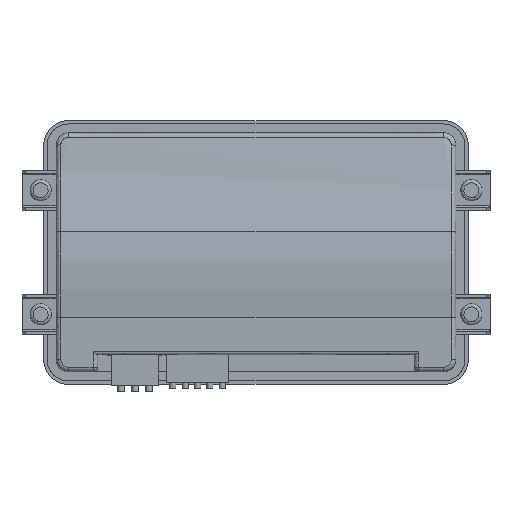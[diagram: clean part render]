
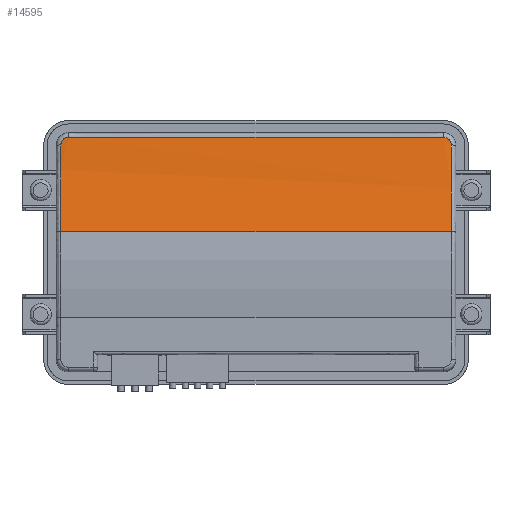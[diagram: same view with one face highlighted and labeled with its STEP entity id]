
A CAD part, top view. The second image highlights one B-rep face of the part: STEP entity #14595.
In plain terms, the highlighted free-form (B-spline) face has degree [5, 1] with [13, 2] control points.
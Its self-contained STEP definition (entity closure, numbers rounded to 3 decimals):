
#14595 = ADVANCED_FACE('',(#14596),#14654,.F.);
#14596 = FACE_BOUND('',#14597,.F.);
#14597 = EDGE_LOOP('',(#14598,#14610,#14619,#14629,#14639,#14646));
#14598 = ORIENTED_EDGE('',*,*,#14599,.T.);
#14599 = EDGE_CURVE('',#14600,#14602,#14604,.T.);
#14600 = VERTEX_POINT('',#14601);
#14601 = CARTESIAN_POINT('',(-91.918,339.398,
    35.269));
#14602 = VERTEX_POINT('',#14603);
#14603 = CARTESIAN_POINT('',(-88.265,342.96,
    35.1));
#14604 = B_SPLINE_CURVE_WITH_KNOTS('',3,(#14605,#14606,#14607,#14608,
    #14609),.UNSPECIFIED.,.F.,.F.,(4,1,4),(0.,0.168,
    0.393),.UNSPECIFIED.);
#14605 = CARTESIAN_POINT('',(-91.918,339.398,
    35.269));
#14606 = CARTESIAN_POINT('',(-91.918,340.196,
    35.214));
#14607 = CARTESIAN_POINT('',(-91.251,342.064,
    35.118));
#14608 = CARTESIAN_POINT('',(-89.358,342.96,
    35.1));
#14609 = CARTESIAN_POINT('',(-88.265,342.96,
    35.1));
#14610 = ORIENTED_EDGE('',*,*,#14611,.T.);
#14611 = EDGE_CURVE('',#14602,#14612,#14614,.T.);
#14612 = VERTEX_POINT('',#14613);
#14613 = CARTESIAN_POINT('',(88.265,342.96,
    35.1));
#14614 = B_SPLINE_CURVE_WITH_KNOTS('',3,(#14615,#14616,#14617,#14618),
  .UNSPECIFIED.,.F.,.F.,(4,4),(0.,12.08),.PIECEWISE_BEZIER_KNOTS.);
#14615 = CARTESIAN_POINT('',(-88.265,342.96,
    35.1));
#14616 = CARTESIAN_POINT('',(-29.422,342.96,
    35.1));
#14617 = CARTESIAN_POINT('',(29.422,342.96,
    35.1));
#14618 = CARTESIAN_POINT('',(88.265,342.96,
    35.1));
#14619 = ORIENTED_EDGE('',*,*,#14620,.T.);
#14620 = EDGE_CURVE('',#14612,#14621,#14623,.T.);
#14621 = VERTEX_POINT('',#14622);
#14622 = CARTESIAN_POINT('',(91.918,339.398,
    35.269));
#14623 = B_SPLINE_CURVE_WITH_KNOTS('',3,(#14624,#14625,#14626,#14627,
    #14628),.UNSPECIFIED.,.F.,.F.,(4,1,4),(0.,
    0.168,0.393),.UNSPECIFIED.);
#14624 = CARTESIAN_POINT('',(88.265,342.96,
    35.1));
#14625 = CARTESIAN_POINT('',(89.085,342.96,
    35.1));
#14626 = CARTESIAN_POINT('',(91.002,342.307,
    35.113));
#14627 = CARTESIAN_POINT('',(91.918,340.463,
    35.196));
#14628 = CARTESIAN_POINT('',(91.918,339.398,
    35.269));
#14629 = ORIENTED_EDGE('',*,*,#14630,.T.);
#14630 = EDGE_CURVE('',#14621,#14631,#14633,.T.);
#14631 = VERTEX_POINT('',#14632);
#14632 = CARTESIAN_POINT('',(91.918,298.611,
    42.379));
#14633 = B_SPLINE_CURVE_WITH_KNOTS('',3,(#14634,#14635,#14636,#14637,
    #14638),.UNSPECIFIED.,.F.,.F.,(4,1,4),(0.,1.221,
    2.849),.UNSPECIFIED.);
#14634 = CARTESIAN_POINT('',(91.918,339.398,
    35.269));
#14635 = CARTESIAN_POINT('',(91.918,333.607,
    35.663));
#14636 = CARTESIAN_POINT('',(91.918,320.156,
    37.98));
#14637 = CARTESIAN_POINT('',(91.918,306.567,
    41.198));
#14638 = CARTESIAN_POINT('',(91.918,298.611,
    42.379));
#14639 = ORIENTED_EDGE('',*,*,#14640,.T.);
#14640 = EDGE_CURVE('',#14631,#14641,#14643,.T.);
#14641 = VERTEX_POINT('',#14642);
#14642 = CARTESIAN_POINT('',(-91.918,298.611,
    42.379));
#14643 = B_SPLINE_CURVE_WITH_KNOTS('',1,(#14644,#14645),.UNSPECIFIED.,
  .F.,.F.,(2,2),(1.5,127.3),.PIECEWISE_BEZIER_KNOTS.);
#14644 = CARTESIAN_POINT('',(91.918,298.611,
    42.379));
#14645 = CARTESIAN_POINT('',(-91.918,298.611,
    42.379));
#14646 = ORIENTED_EDGE('',*,*,#14647,.T.);
#14647 = EDGE_CURVE('',#14641,#14600,#14648,.T.);
#14648 = B_SPLINE_CURVE_WITH_KNOTS('',3,(#14649,#14650,#14651,#14652,
    #14653),.UNSPECIFIED.,.F.,.F.,(4,1,4),(0.,1.221,
    2.849),.UNSPECIFIED.);
#14649 = CARTESIAN_POINT('',(-91.918,298.611,
    42.379));
#14650 = CARTESIAN_POINT('',(-91.918,304.578,
    41.493));
#14651 = CARTESIAN_POINT('',(-91.918,318.251,
    38.573));
#14652 = CARTESIAN_POINT('',(-91.918,331.677,
    35.795));
#14653 = CARTESIAN_POINT('',(-91.918,339.398,
    35.269));
#14654 = B_SPLINE_SURFACE_WITH_KNOTS('',5,1,(
    (#14655,#14656)
    ,(#14657,#14658)
    ,(#14659,#14660)
    ,(#14661,#14662)
    ,(#14663,#14664)
    ,(#14665,#14666)
    ,(#14667,#14668)
    ,(#14669,#14670)
    ,(#14671,#14672)
    ,(#14673,#14674)
    ,(#14675,#14676)
    ,(#14677,#14678)
    ,(#14679,#14680
    )),.UNSPECIFIED.,.F.,.F.,.F.,(6,1,1,1,1,1,1,1,6),(2,2),(-1.,
    -0.933,-0.867,-0.8,-0.733,-0.667
    ,-0.6,-0.533,-0.49),(0.,15.),.UNSPECIFIED.);
#14655 = CARTESIAN_POINT('',(94.11,345.094,
    35.072));
#14656 = CARTESIAN_POINT('',(-125.09,345.094,
    35.072));
#14657 = CARTESIAN_POINT('',(94.11,343.944,
    35.072));
#14658 = CARTESIAN_POINT('',(-125.09,343.944,
    35.072));
#14659 = CARTESIAN_POINT('',(94.11,341.637,
    35.113));
#14660 = CARTESIAN_POINT('',(-125.09,341.637,
    35.113));
#14661 = CARTESIAN_POINT('',(94.11,338.159,
    35.297));
#14662 = CARTESIAN_POINT('',(-125.09,338.159,
    35.297));
#14663 = CARTESIAN_POINT('',(94.11,333.48,
    35.778));
#14664 = CARTESIAN_POINT('',(-125.09,333.48,
    35.778));
#14665 = CARTESIAN_POINT('',(94.11,327.554,
    36.712));
#14666 = CARTESIAN_POINT('',(-125.09,327.554,
    36.712));
#14667 = CARTESIAN_POINT('',(94.11,321.533,
    37.888));
#14668 = CARTESIAN_POINT('',(-125.09,321.533,
    37.888));
#14669 = CARTESIAN_POINT('',(94.11,315.404,
    39.2));
#14670 = CARTESIAN_POINT('',(-125.09,315.404,
    39.2));
#14671 = CARTESIAN_POINT('',(94.11,309.599,
    40.437));
#14672 = CARTESIAN_POINT('',(-125.09,309.599,
    40.437));
#14673 = CARTESIAN_POINT('',(94.11,304.966,
    41.34));
#14674 = CARTESIAN_POINT('',(-125.09,304.966,
    41.34));
#14675 = CARTESIAN_POINT('',(94.11,301.571,
    41.925));
#14676 = CARTESIAN_POINT('',(-125.09,301.571,
    41.925));
#14677 = CARTESIAN_POINT('',(94.11,299.448,
    42.255));
#14678 = CARTESIAN_POINT('',(-125.09,299.448,
    42.255));
#14679 = CARTESIAN_POINT('',(94.11,298.611,
    42.379));
#14680 = CARTESIAN_POINT('',(-125.09,298.611,
    42.379));
